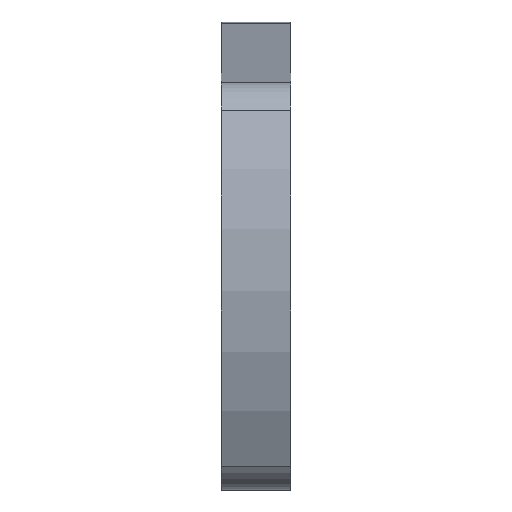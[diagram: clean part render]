
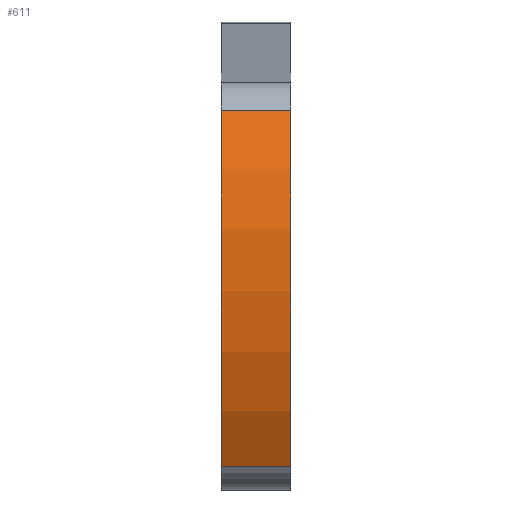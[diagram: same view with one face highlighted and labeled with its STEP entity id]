
A CAD part, left-side view. The second image highlights one B-rep face of the part: STEP entity #611.
In plain terms, the highlighted cylindrical face has radius 53.975 mm (diameter 107.95 mm), a partial arc.
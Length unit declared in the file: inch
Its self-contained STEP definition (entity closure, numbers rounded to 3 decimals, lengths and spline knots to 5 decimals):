
#50 = VECTOR ( 'NONE', #565, 39.37008 ) ;
#132 = DIRECTION ( 'NONE',  ( 0., 1., 0. ) ) ;
#143 = DIRECTION ( 'NONE',  ( 0., 0., 1. ) ) ;
#155 = CARTESIAN_POINT ( 'NONE',  ( -1.8403, 0.1875, -1.0625 ) ) ;
#229 = CARTESIAN_POINT ( 'NONE',  ( -1.94759, 0.1875, 0.85 ) ) ;
#281 = DIRECTION ( 'NONE',  ( 0., 0., -1. ) ) ;
#305 = ORIENTED_EDGE ( 'NONE', *, *, #480, .T. ) ;
#424 = DIRECTION ( 'NONE',  ( 0., 1., 0. ) ) ;
#445 = DIRECTION ( 'NONE',  ( 0., 1., 0. ) ) ;
#464 = VECTOR ( 'NONE', #445, 39.37008 ) ;
#471 = ORIENTED_EDGE ( 'NONE', *, *, #1095, .F. ) ;
#476 = CARTESIAN_POINT ( 'NONE',  ( -1.94759, -0.1875, 0.85 ) ) ;
#480 = EDGE_CURVE ( 'NONE', #1211, #912, #1042, .T. ) ;
#481 = ORIENTED_EDGE ( 'NONE', *, *, #1156, .T. ) ;
#485 = CARTESIAN_POINT ( 'NONE',  ( -1.8403, 0.1875, -1.0625 ) ) ;
#487 = AXIS2_PLACEMENT_3D ( 'NONE', #799, #132, #1077 ) ;
#565 = DIRECTION ( 'NONE',  ( 0., -1., 0. ) ) ;
#594 = VERTEX_POINT ( 'NONE', #476 ) ;
#611 = ADVANCED_FACE ( 'NONE', ( #854 ), #749, .T. ) ;
#636 = CARTESIAN_POINT ( 'NONE',  ( 0., 0.1875, 0. ) ) ;
#639 = CARTESIAN_POINT ( 'NONE',  ( -1.94759, 0.1875, 0.85 ) ) ;
#719 = LINE ( 'NONE', #229, #464 ) ;
#749 = CYLINDRICAL_SURFACE ( 'NONE', #1201, 2.125 ) ;
#758 = CIRCLE ( 'NONE', #1002, 2.125 ) ;
#799 = CARTESIAN_POINT ( 'NONE',  ( 0., -0.1875, 0. ) ) ;
#827 = ORIENTED_EDGE ( 'NONE', *, *, #997, .T. ) ;
#854 = FACE_OUTER_BOUND ( 'NONE', #876, .T. ) ;
#876 = EDGE_LOOP ( 'NONE', ( #471, #305, #827, #481 ) ) ;
#912 = VERTEX_POINT ( 'NONE', #969 ) ;
#966 = CIRCLE ( 'NONE', #487, 2.125 ) ;
#969 = CARTESIAN_POINT ( 'NONE',  ( -1.8403, -0.1875, -1.0625 ) ) ;
#997 = EDGE_CURVE ( 'NONE', #912, #594, #966, .T. ) ;
#1002 = AXIS2_PLACEMENT_3D ( 'NONE', #636, #424, #143 ) ;
#1026 = DIRECTION ( 'NONE',  ( 0., -1., 0. ) ) ;
#1039 = CARTESIAN_POINT ( 'NONE',  ( 0., 0.1875, 0. ) ) ;
#1042 = LINE ( 'NONE', #485, #50 ) ;
#1077 = DIRECTION ( 'NONE',  ( 0., 0., 1. ) ) ;
#1095 = EDGE_CURVE ( 'NONE', #1211, #1207, #758, .T. ) ;
#1156 = EDGE_CURVE ( 'NONE', #594, #1207, #719, .T. ) ;
#1201 = AXIS2_PLACEMENT_3D ( 'NONE', #1039, #1026, #281 ) ;
#1207 = VERTEX_POINT ( 'NONE', #639 ) ;
#1211 = VERTEX_POINT ( 'NONE', #155 ) ;
